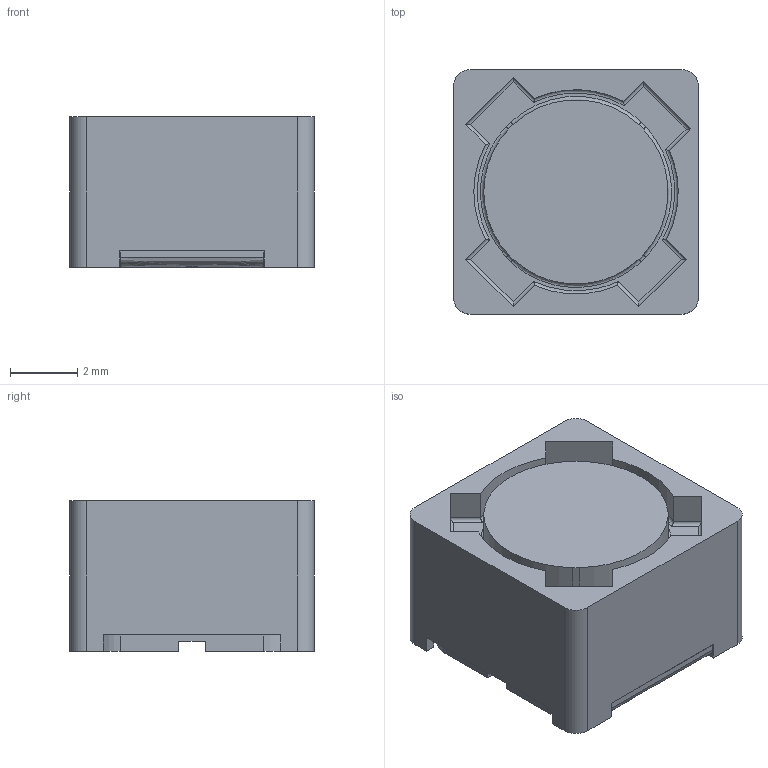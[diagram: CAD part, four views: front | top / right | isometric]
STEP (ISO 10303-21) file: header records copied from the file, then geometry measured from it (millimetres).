
FILE_DESCRIPTION (( 'STEP AP214' ), '1' );
FILE_NAME ('7349EB61-EF19-48E0-ADEF-9AE23F658ABC.STEP', '2023-09-06T14:27:48', ( '' ), ( '' ), 'SwSTEP 2.0', 'SolidWorks 2022', '' );
FILE_SCHEMA (( 'AUTOMOTIVE_DESIGN' ));
Length unit declared in the file: millimetre
Products named in the file (1): 7349EB61-EF19-48E0-ADEF-9AE23F658ABC
Bounding box: 7.3 x 7.3 x 4.5 mm (x, y, z)
Volume: 110 mm3; surface area: 443.5 mm2
Topology: 2 solids, 2 shells, 126 faces, 338 edges, 216 vertices
Faces by surface type: plane 78, cylinder 38, bspline 10
Entity records: 5609 total; most frequent: CARTESIAN_POINT 1127, ORIENTED_EDGE 676, DIRECTION 576, EDGE_CURVE 338, LINE 254, VECTOR 254, VERTEX_POINT 216, AXIS2_PLACEMENT_3D 161
